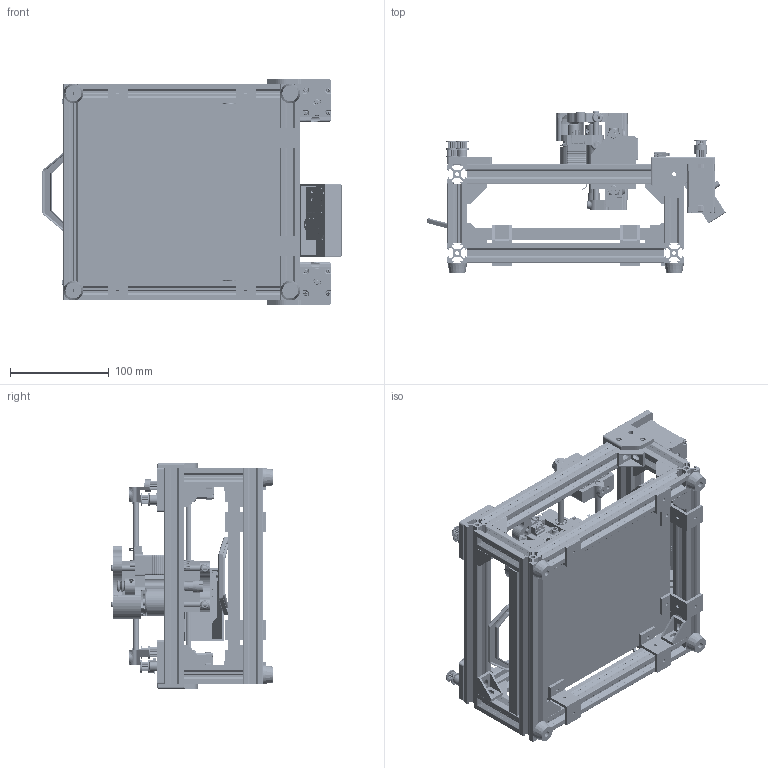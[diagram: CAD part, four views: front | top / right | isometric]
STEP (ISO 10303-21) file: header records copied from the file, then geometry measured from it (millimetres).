
FILE_DESCRIPTION(/* description */ (''),/* implementation_level */ '2;1');
FILE_NAME(/* name */ 'millAssembly.stp',/* time_stamp */ '2022-10-13T16:55:09+01:00',/* author */ ('Ross'),/* organization */ (''),/* preprocessor_version */ 'ST-DEVELOPER v19',/* originating_system */ 'Autodesk Inventor 2023',/* authorisation */ '');
FILE_SCHEMA (('AUTOMOTIVE_DESIGN { 1 0 10303 214 3 1 1 }'));
Products named in the file (71): millAssembly; 2020x200mm; 2020x220mm; 2020x60mm; 2020 Corner Bracket; NEMA17 Mount Right; NEMA17 Mount_MIR; NEMA11_51mm; bottom_nema11___ _________; middle_51_nema11___ _________; top_nema11___ _________; shaft_51_nema11___ _________; screw_51_nema11___ _________; instrument ball bearing_68_iso_PreviewCfg; GT2 Stepper Pulley 15T; Pulley Bearing Plate; Pulley Bearing Plate_1; Chassis Foot; Board Holder; Cutting Board; MDF Board 198x220mm; Board Handle; Linear Rail - Bar; Linear Rail - Block; Y Gantry; Y Gantry_MIR; 6mmx180mm Rod; GT2 Pulley 16T 3mmID; GT2 Pulley Smooth 3mmID; 6mmx100mm Rod; ToolHead_Body; ToolHead_Upper; ToolHead_Lower; Belt Tensioner; Belt Tensioner Rail; Belt Tensioner Top; ToolHead_Spindle; ToolHead_Spindle_1; SKF_706 CD/HCP4A; SKF_706 CD/HCP4A_PART1 ...
Assembly tree (151 placements, depth 4):
  millAssembly
    2020x200mm  x4
    2020x220mm  x4
    2020x60mm  x4
    2020 Corner Bracket  x17
    NEMA17 Mount Right
    NEMA17 Mount_MIR
    NEMA11_51mm  x2
      bottom_nema11___ _________
      middle_51_nema11___ _________
      top_nema11___ _________
      shaft_51_nema11___ _________
      screw_51_nema11___ _________
      instrument ball bearing_68_iso_PreviewCfg
    GT2 Stepper Pulley 15T  x2
    Pulley Bearing Plate
    Pulley Bearing Plate_1
    GT2 Pulley 16T 3mmID  x6
    Chassis Foot  x4
    Board Holder  x6
    Cutting Board
      MDF Board 198x220mm
      Board Handle
    Linear Rail - Bar  x2
    Linear Rail - Block  x2
    Y Gantry
    Y Gantry_MIR
    6mmx180mm Rod  x2
    GT2 Pulley Smooth 3mmID  x2
    6mmx100mm Rod  x2
    ToolHead_Body
    ToolHead_Upper
    ToolHead_Lower
    Belt Tensioner
    Belt Tensioner Rail
    Belt Tensioner Top
    ToolHead_Spindle
      ToolHead_Spindle_1
      SKF_706 CD/HCP4A  x2
        SKF_706 CD/HCP4A_PART1
        SKF_706 CD/HCP4A_PART2
        SKF_706 CD/HCP4A_PART3
      NEMA8
        Stator
        Lagerschild
        Welle
        Schraube_M2x28  x4
        Kollektorschild
      LM6UU  x4
      C2830
      C6 ER8M 60L Straight Toolholder v5
      AB006_1
      Collet Pulley
      Motor Pulley
      Motor Pulley Cover
    LM6UU  x4
    Micro Switch End Stop  x3
      Low_Part
      High_Part
      Button
Bounding box: 303.29 x 164 x 229 mm (x, y, z)
Volume: 1340637.9 mm3; surface area: 735666.7 mm2
Topology: 204 solids, 204 shells, 9653 faces, 25448 edges, 16441 vertices
Faces by surface type: plane 5795, cylinder 2319, torus 731, bspline 548, cone 198, sphere 62
Full cylindrical faces by diameter (mm): 0.8 x12, 0.95 x3, 1 x19, 1.1 x4, 1.2 x3, 1.6 x10, 1.8 x2, 2 x18, 2.2 x18, 2.5 x32, 2.9 x1, 3 x24, 3.1 x8, 3.17 x1, 3.2 x49, 3.4 x2, 3.5 x61, 3.8 x4, 4 x25, 4.2 x24, 4.3 x4, 4.4 x2, 4.5 x1, 5 x8, 5.5 x2, 5.7 x4, 6 x79, 6.2 x2, 6.5 x7, 7 x6
Entity records: 177428 total; most frequent: CARTESIAN_POINT 48173, DIRECTION 26510, ORIENTED_EDGE 25690, EDGE_CURVE 12845, AXIS2_PLACEMENT_3D 9339, VERTEX_POINT 7905, LINE 7832, VECTOR 7832
